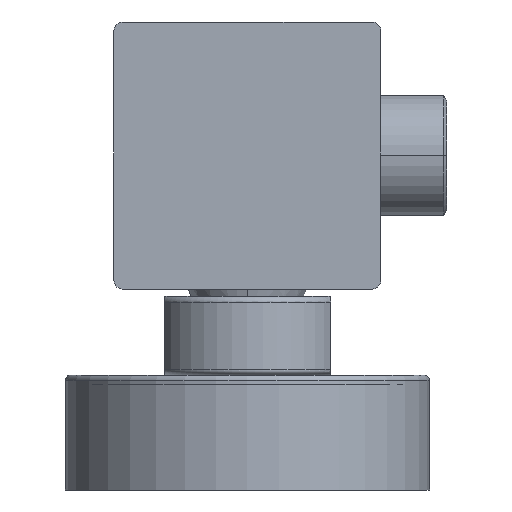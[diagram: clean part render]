
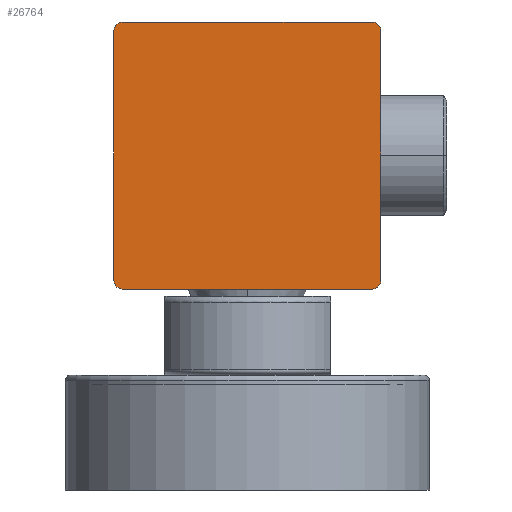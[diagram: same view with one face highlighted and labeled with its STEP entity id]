
A CAD part, left-side view. The second image highlights one B-rep face of the part: STEP entity #26764.
In plain terms, the highlighted planar face has unit normal (-1, 0, 0).
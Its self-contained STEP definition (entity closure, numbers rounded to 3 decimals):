
#29=DIRECTION('',(0.,-1.,0.));
#30=VECTOR('',#29,43.5);
#31=CARTESIAN_POINT('',(-95.,21.75,23.25));
#32=LINE('',#31,#30);
#45=CARTESIAN_POINT('',(-95.,-21.75,21.75));
#46=DIRECTION('',(-1.,0.,0.));
#47=DIRECTION('',(0.,-1.,0.));
#48=AXIS2_PLACEMENT_3D('',#45,#46,#47);
#65=CARTESIAN_POINT('',(-95.,21.75,21.75));
#66=DIRECTION('',(-1.,0.,0.));
#67=DIRECTION('',(0.,0.,1.));
#68=AXIS2_PLACEMENT_3D('',#65,#66,#67);
#75=DIRECTION('',(0.,0.,1.));
#76=VECTOR('',#75,43.5);
#77=CARTESIAN_POINT('',(-95.,23.25,-21.75));
#78=LINE('',#77,#76);
#91=CARTESIAN_POINT('',(-95.,21.75,-21.75));
#92=DIRECTION('',(-1.,0.,0.));
#93=DIRECTION('',(0.,1.,0.));
#94=AXIS2_PLACEMENT_3D('',#91,#92,#93);
#113=DIRECTION('',(0.,1.,0.));
#114=VECTOR('',#113,43.5);
#115=CARTESIAN_POINT('',(-95.,-21.75,-23.25));
#116=LINE('',#115,#114);
#137=CARTESIAN_POINT('',(-95.,-21.75,-21.75));
#138=DIRECTION('',(-1.,0.,0.));
#139=DIRECTION('',(0.,0.,-1.));
#140=AXIS2_PLACEMENT_3D('',#137,#138,#139);
#159=DIRECTION('',(0.,0.,-1.));
#160=VECTOR('',#159,43.5);
#161=CARTESIAN_POINT('',(-95.,-23.25,21.75));
#162=LINE('',#161,#160);
#22614=CARTESIAN_POINT('',(-95.,21.75,23.25));
#22615=CARTESIAN_POINT('',(-95.,-21.75,23.25));
#22616=VERTEX_POINT('',#22614);
#22617=VERTEX_POINT('',#22615);
#22618=CARTESIAN_POINT('',(-95.,-23.25,21.75));
#22619=CARTESIAN_POINT('',(-95.,-23.25,-21.75));
#22620=VERTEX_POINT('',#22618);
#22621=VERTEX_POINT('',#22619);
#22622=CARTESIAN_POINT('',(-95.,-21.75,-23.25));
#22623=CARTESIAN_POINT('',(-95.,21.75,-23.25));
#22624=VERTEX_POINT('',#22622);
#22625=VERTEX_POINT('',#22623);
#22626=CARTESIAN_POINT('',(-95.,23.25,-21.75));
#22627=CARTESIAN_POINT('',(-95.,23.25,21.75));
#22628=VERTEX_POINT('',#22626);
#22629=VERTEX_POINT('',#22627);
#26742=CARTESIAN_POINT('',(-95.,0.,0.));
#26743=DIRECTION('',(1.,0.,0.));
#26744=DIRECTION('',(0.,1.,0.));
#26745=AXIS2_PLACEMENT_3D('',#26742,#26743,#26744);
#26746=PLANE('',#26745);
#26747=ORIENTED_EDGE('',*,*,#26724,.T.);
#26749=ORIENTED_EDGE('',*,*,#26748,.F.);
#26751=ORIENTED_EDGE('',*,*,#26750,.T.);
#26753=ORIENTED_EDGE('',*,*,#26752,.F.);
#26755=ORIENTED_EDGE('',*,*,#26754,.T.);
#26757=ORIENTED_EDGE('',*,*,#26756,.F.);
#26759=ORIENTED_EDGE('',*,*,#26758,.T.);
#26761=ORIENTED_EDGE('',*,*,#26760,.F.);
#26762=EDGE_LOOP('',(#26747,#26749,#26751,#26753,#26755,#26757,#26759,#26761));
#26763=FACE_OUTER_BOUND('',#26762,.F.);
#26764=ADVANCED_FACE('',(#26763),#26746,.F.);
#49=CIRCLE('',#48,1.5);
#69=CIRCLE('',#68,1.5);
#95=CIRCLE('',#94,1.5);
#141=CIRCLE('',#140,1.5);
#26724=EDGE_CURVE('',#22616,#22617,#32,.T.);
#26748=EDGE_CURVE('',#22620,#22617,#49,.T.);
#26750=EDGE_CURVE('',#22620,#22621,#162,.T.);
#26752=EDGE_CURVE('',#22624,#22621,#141,.T.);
#26754=EDGE_CURVE('',#22624,#22625,#116,.T.);
#26756=EDGE_CURVE('',#22628,#22625,#95,.T.);
#26758=EDGE_CURVE('',#22628,#22629,#78,.T.);
#26760=EDGE_CURVE('',#22616,#22629,#69,.T.);
